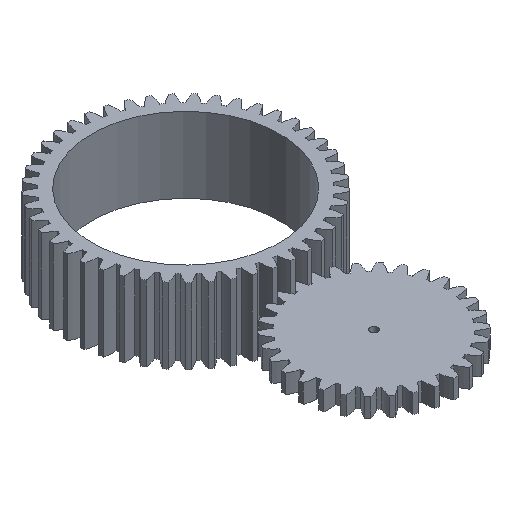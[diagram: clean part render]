
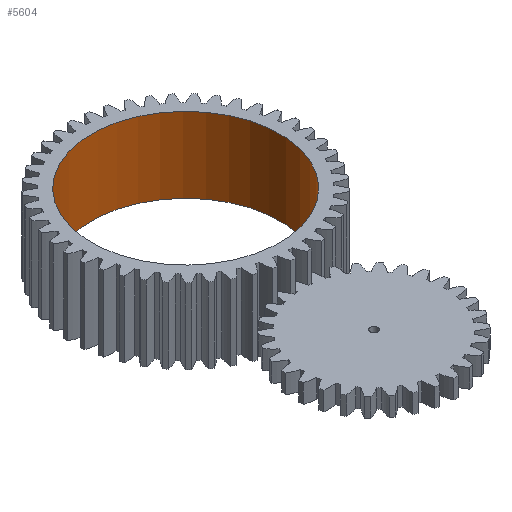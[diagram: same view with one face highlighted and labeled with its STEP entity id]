
A CAD part, isometric view. The second image highlights one B-rep face of the part: STEP entity #5604.
In plain terms, the highlighted cylindrical face has radius 25 mm (diameter 50 mm), a full revolution.
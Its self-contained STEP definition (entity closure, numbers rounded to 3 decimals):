
#638=FACE_BOUND('',#1074,.T.);
#764=FACE_OUTER_BOUND('',#1073,.T.);
#1073=EDGE_LOOP('',(#4095));
#1074=EDGE_LOOP('',(#4096));
#1501=CIRCLE('',#6213,25.);
#1502=CIRCLE('',#6214,25.);
#2105=VERTEX_POINT('',#9626);
#2106=VERTEX_POINT('',#9628);
#2829=EDGE_CURVE('',#2105,#2105,#1501,.T.);
#2830=EDGE_CURVE('',#2106,#2106,#1502,.T.);
#4095=ORIENTED_EDGE('',*,*,#2829,.F.);
#4096=ORIENTED_EDGE('',*,*,#2830,.F.);
#5300=CYLINDRICAL_SURFACE('',#6212,25.);
#5604=ADVANCED_FACE('',(#764,#638),#5300,.F.);
#6212=AXIS2_PLACEMENT_3D('',#9625,#7618,#7619);
#6213=AXIS2_PLACEMENT_3D('',#9627,#7620,#7621);
#6214=AXIS2_PLACEMENT_3D('',#9629,#7622,#7623);
#7618=DIRECTION('center_axis',(0.,0.,-1.));
#7619=DIRECTION('ref_axis',(-1.,0.,0.));
#7620=DIRECTION('center_axis',(0.,0.,1.));
#7621=DIRECTION('ref_axis',(-1.,0.,0.));
#7622=DIRECTION('center_axis',(0.,0.,-1.));
#7623=DIRECTION('ref_axis',(-1.,0.,0.));
#9625=CARTESIAN_POINT('Origin',(0.,0.,20.));
#9626=CARTESIAN_POINT('',(25.,0.,0.));
#9627=CARTESIAN_POINT('Origin',(0.,0.,0.));
#9628=CARTESIAN_POINT('',(25.,0.,20.));
#9629=CARTESIAN_POINT('Origin',(0.,0.,20.));
